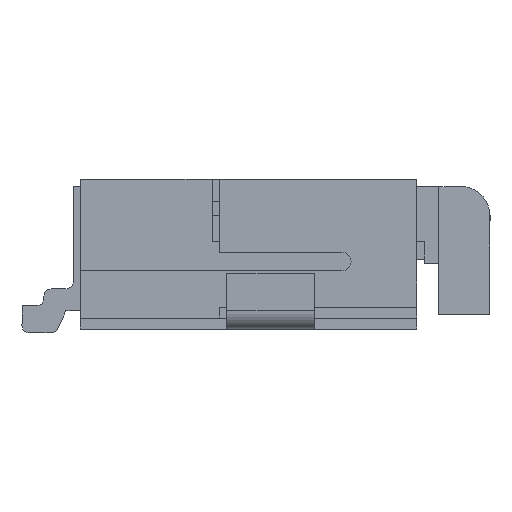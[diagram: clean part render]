
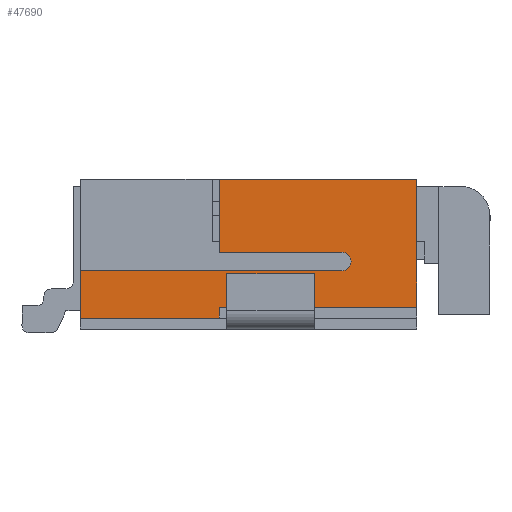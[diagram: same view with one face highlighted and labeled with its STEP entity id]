
A CAD part, left-side view. The second image highlights one B-rep face of the part: STEP entity #47690.
In plain terms, the highlighted planar face has unit normal (-1, 0, 0).
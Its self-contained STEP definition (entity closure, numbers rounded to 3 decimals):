
#73 = DIRECTION ( 'NONE',  ( 0., 1., 0. ) ) ;
#721 = VERTEX_POINT ( 'NONE', #53821 ) ;
#1582 = CIRCLE ( 'NONE', #26969, 0.125 ) ;
#1852 = VERTEX_POINT ( 'NONE', #44625 ) ;
#1894 = CARTESIAN_POINT ( 'NONE',  ( -7.55, 0.7, 1.75 ) ) ;
#3121 = EDGE_LOOP ( 'NONE', ( #29414, #10359, #3441, #9821, #6079, #34181, #23082, #32655, #15901, #34920 ) ) ;
#3385 = EDGE_CURVE ( 'NONE', #29716, #26987, #1582, .T. ) ;
#3441 = ORIENTED_EDGE ( 'NONE', *, *, #19008, .F. ) ;
#3450 = VECTOR ( 'NONE', #39202, 1000. ) ;
#6079 = ORIENTED_EDGE ( 'NONE', *, *, #3385, .T. ) ;
#6901 = AXIS2_PLACEMENT_3D ( 'NONE', #18462, #23873, #40609 ) ;
#8562 = CARTESIAN_POINT ( 'NONE',  ( -7.55, -2., 1.75 ) ) ;
#9821 = ORIENTED_EDGE ( 'NONE', *, *, #45033, .F. ) ;
#10172 = CARTESIAN_POINT ( 'NONE',  ( -7.55, -0.975, 0.925 ) ) ;
#10307 = CARTESIAN_POINT ( 'NONE',  ( -7.55, 0.7, 0.15 ) ) ;
#10359 = ORIENTED_EDGE ( 'NONE', *, *, #11247, .T. ) ;
#10565 = EDGE_CURVE ( 'NONE', #1852, #38142, #41824, .T. ) ;
#11004 = DIRECTION ( 'NONE',  ( 1., 0., 0. ) ) ;
#11247 = EDGE_CURVE ( 'NONE', #20391, #32089, #20874, .T. ) ;
#12152 = VECTOR ( 'NONE', #73, 1000. ) ;
#13612 = VECTOR ( 'NONE', #24772, 1000. ) ;
#13919 = LINE ( 'NONE', #1894, #3450 ) ;
#15084 = CARTESIAN_POINT ( 'NONE',  ( -7.55, 0.7, 0.3 ) ) ;
#15425 = VECTOR ( 'NONE', #28053, 1000. ) ;
#15695 = LINE ( 'NONE', #23671, #15425 ) ;
#15901 = ORIENTED_EDGE ( 'NONE', *, *, #52198, .T. ) ;
#18462 = CARTESIAN_POINT ( 'NONE',  ( -7.55, -2., 1.75 ) ) ;
#18826 = CARTESIAN_POINT ( 'NONE',  ( -7.55, -2., 0.8 ) ) ;
#19008 = EDGE_CURVE ( 'NONE', #31671, #32089, #46408, .T. ) ;
#19109 = LINE ( 'NONE', #18826, #23629 ) ;
#19820 = VECTOR ( 'NONE', #46120, 1000. ) ;
#20372 = DIRECTION ( 'NONE',  ( 0., 1., 0. ) ) ;
#20391 = VERTEX_POINT ( 'NONE', #26730 ) ;
#20874 = LINE ( 'NONE', #37646, #12152 ) ;
#23082 = ORIENTED_EDGE ( 'NONE', *, *, #33594, .T. ) ;
#23490 = EDGE_CURVE ( 'NONE', #25987, #26987, #19109, .T. ) ;
#23629 = VECTOR ( 'NONE', #44376, 1000. ) ;
#23671 = CARTESIAN_POINT ( 'NONE',  ( -7.55, -2., 0.3 ) ) ;
#23873 = DIRECTION ( 'NONE',  ( 1., 0., 0. ) ) ;
#24368 = VECTOR ( 'NONE', #32783, 1000. ) ;
#24772 = DIRECTION ( 'NONE',  ( 0., 0., -1. ) ) ;
#25881 = VECTOR ( 'NONE', #20372, 1000. ) ;
#25987 = VERTEX_POINT ( 'NONE', #53939 ) ;
#26730 = CARTESIAN_POINT ( 'NONE',  ( -7.55, -2., 2.05 ) ) ;
#26969 = AXIS2_PLACEMENT_3D ( 'NONE', #10172, #11004, #48596 ) ;
#26987 = VERTEX_POINT ( 'NONE', #40319 ) ;
#27557 = CARTESIAN_POINT ( 'NONE',  ( -7.55, 0.7, 1.05 ) ) ;
#28053 = DIRECTION ( 'NONE',  ( 0., 1., 0. ) ) ;
#28105 = VERTEX_POINT ( 'NONE', #15084 ) ;
#29414 = ORIENTED_EDGE ( 'NONE', *, *, #39402, .F. ) ;
#29716 = VERTEX_POINT ( 'NONE', #48889 ) ;
#29963 = CARTESIAN_POINT ( 'NONE',  ( -7.55, 0.7, 1.75 ) ) ;
#31126 = FACE_OUTER_BOUND ( 'NONE', #3121, .T. ) ;
#31671 = VERTEX_POINT ( 'NONE', #27557 ) ;
#32089 = VERTEX_POINT ( 'NONE', #49850 ) ;
#32193 = CARTESIAN_POINT ( 'NONE',  ( -7.55, -2., 1.05 ) ) ;
#32655 = ORIENTED_EDGE ( 'NONE', *, *, #10565, .T. ) ;
#32783 = DIRECTION ( 'NONE',  ( 0., -1., 0. ) ) ;
#33247 = CARTESIAN_POINT ( 'NONE',  ( -7.55, 2.6, 1.75 ) ) ;
#33543 = DIRECTION ( 'NONE',  ( 0., 0., 1. ) ) ;
#33554 = EDGE_CURVE ( 'NONE', #721, #28105, #15695, .T. ) ;
#33594 = EDGE_CURVE ( 'NONE', #25987, #1852, #42022, .T. ) ;
#34181 = ORIENTED_EDGE ( 'NONE', *, *, #23490, .F. ) ;
#34920 = ORIENTED_EDGE ( 'NONE', *, *, #33554, .F. ) ;
#36328 = LINE ( 'NONE', #32193, #25881 ) ;
#37646 = CARTESIAN_POINT ( 'NONE',  ( -7.55, -2., 2.05 ) ) ;
#38142 = VERTEX_POINT ( 'NONE', #10307 ) ;
#39066 = PLANE ( 'NONE',  #6901 ) ;
#39202 = DIRECTION ( 'NONE',  ( 0., 0., 1. ) ) ;
#39402 = EDGE_CURVE ( 'NONE', #20391, #721, #50291, .T. ) ;
#39530 = VECTOR ( 'NONE', #33543, 1000. ) ;
#40319 = CARTESIAN_POINT ( 'NONE',  ( -7.55, -0.975, 0.8 ) ) ;
#40609 = DIRECTION ( 'NONE',  ( 0., 0., 1. ) ) ;
#41824 = LINE ( 'NONE', #45922, #24368 ) ;
#42022 = LINE ( 'NONE', #33247, #19820 ) ;
#44376 = DIRECTION ( 'NONE',  ( 0., -1., 0. ) ) ;
#44625 = CARTESIAN_POINT ( 'NONE',  ( -7.55, 2.6, 0.15 ) ) ;
#45033 = EDGE_CURVE ( 'NONE', #29716, #31671, #36328, .T. ) ;
#45922 = CARTESIAN_POINT ( 'NONE',  ( -7.55, -2., 0.15 ) ) ;
#46120 = DIRECTION ( 'NONE',  ( 0., 0., -1. ) ) ;
#46408 = LINE ( 'NONE', #29963, #39530 ) ;
#47690 = ADVANCED_FACE ( 'NONE', ( #31126 ), #39066, .F. ) ;
#48596 = DIRECTION ( 'NONE',  ( 0., 0., 1. ) ) ;
#48889 = CARTESIAN_POINT ( 'NONE',  ( -7.55, -0.975, 1.05 ) ) ;
#49850 = CARTESIAN_POINT ( 'NONE',  ( -7.55, 0.7, 2.05 ) ) ;
#50291 = LINE ( 'NONE', #8562, #13612 ) ;
#52198 = EDGE_CURVE ( 'NONE', #38142, #28105, #13919, .T. ) ;
#53821 = CARTESIAN_POINT ( 'NONE',  ( -7.55, -2., 0.3 ) ) ;
#53939 = CARTESIAN_POINT ( 'NONE',  ( -7.55, 2.6, 0.8 ) ) ;
